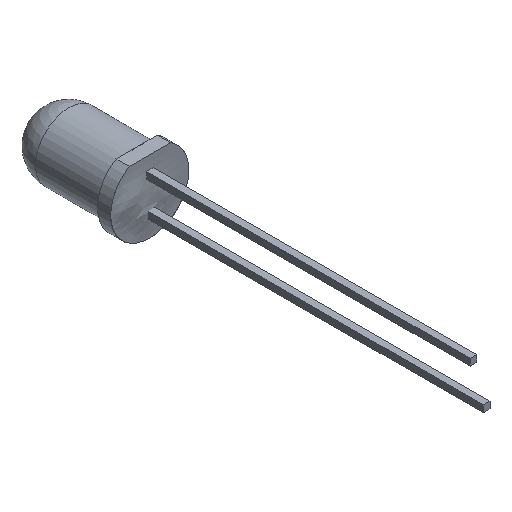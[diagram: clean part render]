
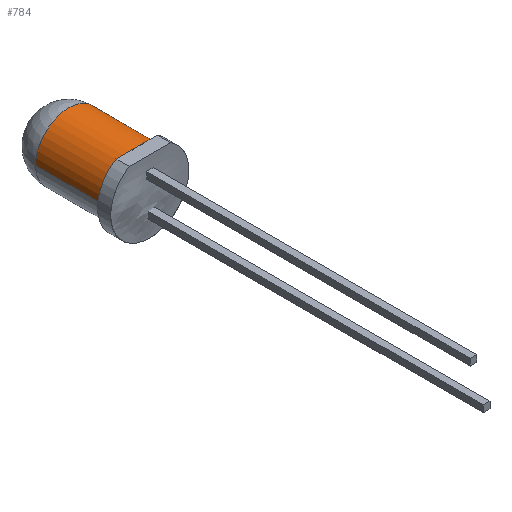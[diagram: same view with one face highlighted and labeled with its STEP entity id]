
A CAD part, isometric view. The second image highlights one B-rep face of the part: STEP entity #784.
In plain terms, the highlighted cylindrical face has radius 2.502 mm (diameter 5.004 mm), a partial arc.
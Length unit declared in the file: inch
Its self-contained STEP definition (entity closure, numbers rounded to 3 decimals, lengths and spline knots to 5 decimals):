
#42 = ORIENTED_EDGE ( 'NONE', *, *, #226, .F. ) ;
#75 = DIRECTION ( 'NONE',  ( 0., -1., 0. ) ) ;
#102 = EDGE_LOOP ( 'NONE', ( #1149, #883, #42, #1224, #739 ) ) ;
#130 = EDGE_CURVE ( 'NONE', #700, #338, #719, .T. ) ;
#202 = CARTESIAN_POINT ( 'NONE',  ( 0., -0.3, 0.0985 ) ) ;
#204 = LINE ( 'NONE', #662, #925 ) ;
#226 = EDGE_CURVE ( 'NONE', #303, #338, #485, .T. ) ;
#250 = VERTEX_POINT ( 'NONE', #881 ) ;
#269 = CARTESIAN_POINT ( 'NONE',  ( 0.0985, -0.3, 0. ) ) ;
#303 = VERTEX_POINT ( 'NONE', #202 ) ;
#317 = AXIS2_PLACEMENT_3D ( 'NONE', #461, #1138, #859 ) ;
#338 = VERTEX_POINT ( 'NONE', #677 ) ;
#375 = DIRECTION ( 'NONE',  ( 0., -1., 0. ) ) ;
#412 = AXIS2_PLACEMENT_3D ( 'NONE', #571, #1238, #591 ) ;
#461 = CARTESIAN_POINT ( 'NONE',  ( 0., -0.0985, 0. ) ) ;
#484 = FACE_OUTER_BOUND ( 'NONE', #102, .T. ) ;
#485 = CIRCLE ( 'NONE', #412, 0.0985 ) ;
#571 = CARTESIAN_POINT ( 'NONE',  ( 0., -0.3, 0. ) ) ;
#591 = DIRECTION ( 'NONE',  ( 1., 0., 0. ) ) ;
#644 = CARTESIAN_POINT ( 'NONE',  ( 0., -0.3, 0. ) ) ;
#655 = DIRECTION ( 'NONE',  ( 0., -1., 0. ) ) ;
#662 = CARTESIAN_POINT ( 'NONE',  ( 0.0985, -0.339, 0. ) ) ;
#676 = DIRECTION ( 'NONE',  ( 1., 0., 0. ) ) ;
#677 = CARTESIAN_POINT ( 'NONE',  ( -0.0985, -0.3, 0. ) ) ;
#679 = VERTEX_POINT ( 'NONE', #269 ) ;
#693 = EDGE_CURVE ( 'NONE', #250, #700, #1060, .T. ) ;
#700 = VERTEX_POINT ( 'NONE', #1058 ) ;
#701 = AXIS2_PLACEMENT_3D ( 'NONE', #1050, #655, #676 ) ;
#719 = LINE ( 'NONE', #943, #1181 ) ;
#739 = ORIENTED_EDGE ( 'NONE', *, *, #834, .F. ) ;
#746 = DIRECTION ( 'NONE',  ( 1., 0., 0. ) ) ;
#754 = DIRECTION ( 'NONE',  ( 0., -1., 0. ) ) ;
#784 = ADVANCED_FACE ( 'NONE', ( #484 ), #1205, .T. ) ;
#789 = CIRCLE ( 'NONE', #1204, 0.0985 ) ;
#834 = EDGE_CURVE ( 'NONE', #250, #679, #204, .T. ) ;
#859 = DIRECTION ( 'NONE',  ( 1., 0., 0. ) ) ;
#881 = CARTESIAN_POINT ( 'NONE',  ( 0.0985, -0.0985, 0. ) ) ;
#883 = ORIENTED_EDGE ( 'NONE', *, *, #130, .T. ) ;
#925 = VECTOR ( 'NONE', #375, 39.37008 ) ;
#943 = CARTESIAN_POINT ( 'NONE',  ( -0.0985, -0.339, 0. ) ) ;
#1050 = CARTESIAN_POINT ( 'NONE',  ( 0., -0.339, 0. ) ) ;
#1058 = CARTESIAN_POINT ( 'NONE',  ( -0.0985, -0.0985, 0. ) ) ;
#1060 = CIRCLE ( 'NONE', #317, 0.0985 ) ;
#1138 = DIRECTION ( 'NONE',  ( 0., -1., 0. ) ) ;
#1149 = ORIENTED_EDGE ( 'NONE', *, *, #693, .T. ) ;
#1169 = EDGE_CURVE ( 'NONE', #679, #303, #789, .T. ) ;
#1181 = VECTOR ( 'NONE', #754, 39.37008 ) ;
#1204 = AXIS2_PLACEMENT_3D ( 'NONE', #644, #75, #746 ) ;
#1205 = CYLINDRICAL_SURFACE ( 'NONE', #701, 0.0985 ) ;
#1224 = ORIENTED_EDGE ( 'NONE', *, *, #1169, .F. ) ;
#1238 = DIRECTION ( 'NONE',  ( 0., -1., 0. ) ) ;
